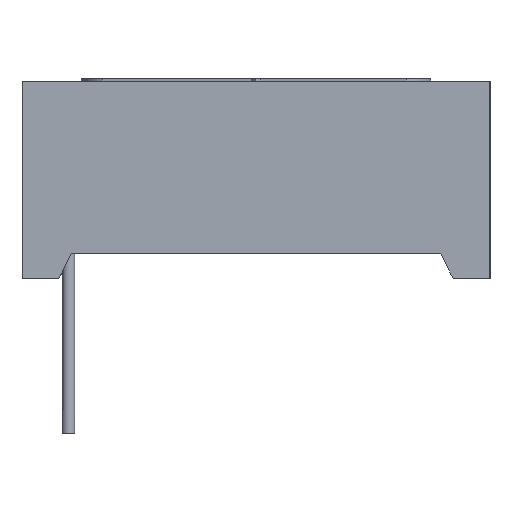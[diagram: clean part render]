
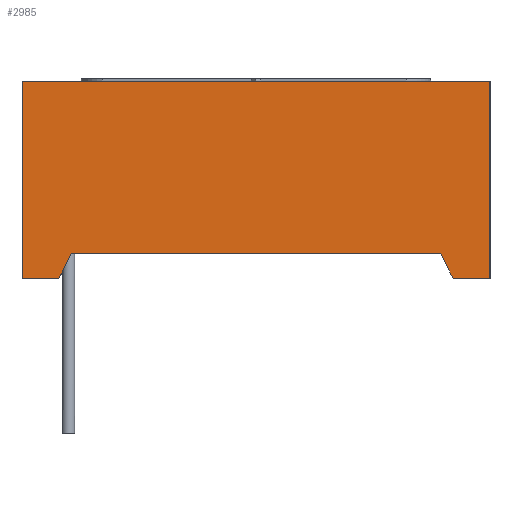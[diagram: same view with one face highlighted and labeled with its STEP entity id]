
A CAD part, left-side view. The second image highlights one B-rep face of the part: STEP entity #2985.
In plain terms, the highlighted planar face has unit normal (-1, 0, 0).
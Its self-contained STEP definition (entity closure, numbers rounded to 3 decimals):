
#222=FACE_OUTER_BOUND('',#389,.T.);
#389=EDGE_LOOP('',(#2133,#2134,#2135,#2136,#2137,#2138,#2139,#2140));
#636=LINE('',#4226,#991);
#656=LINE('',#4296,#1011);
#661=LINE('',#4305,#1016);
#663=LINE('',#4309,#1018);
#664=LINE('',#4311,#1019);
#665=LINE('',#4313,#1020);
#666=LINE('',#4314,#1021);
#667=LINE('',#4315,#1022);
#991=VECTOR('',#3411,1.434);
#1011=VECTOR('',#3489,1.434);
#1016=VECTOR('',#3498,1.434);
#1018=VECTOR('',#3502,1.434);
#1019=VECTOR('',#3503,1.434);
#1020=VECTOR('',#3504,1.434);
#1021=VECTOR('',#3505,1.434);
#1022=VECTOR('',#3506,1.434);
#1357=VERTEX_POINT('',#4223);
#1358=VERTEX_POINT('',#4225);
#1378=VERTEX_POINT('',#4294);
#1379=VERTEX_POINT('',#4295);
#1381=VERTEX_POINT('',#4304);
#1382=VERTEX_POINT('',#4308);
#1383=VERTEX_POINT('',#4310);
#1384=VERTEX_POINT('',#4312);
#1630=EDGE_CURVE('',#1358,#1357,#636,.T.);
#1668=EDGE_CURVE('',#1378,#1379,#656,.T.);
#1673=EDGE_CURVE('',#1358,#1381,#661,.T.);
#1675=EDGE_CURVE('',#1357,#1382,#663,.T.);
#1676=EDGE_CURVE('',#1383,#1382,#664,.T.);
#1677=EDGE_CURVE('',#1384,#1383,#665,.T.);
#1678=EDGE_CURVE('',#1378,#1384,#666,.T.);
#1679=EDGE_CURVE('',#1379,#1381,#667,.T.);
#2133=ORIENTED_EDGE('',*,*,#1673,.F.);
#2134=ORIENTED_EDGE('',*,*,#1630,.T.);
#2135=ORIENTED_EDGE('',*,*,#1675,.T.);
#2136=ORIENTED_EDGE('',*,*,#1676,.F.);
#2137=ORIENTED_EDGE('',*,*,#1677,.F.);
#2138=ORIENTED_EDGE('',*,*,#1678,.F.);
#2139=ORIENTED_EDGE('',*,*,#1668,.T.);
#2140=ORIENTED_EDGE('',*,*,#1679,.T.);
#2838=PLANE('',#3194);
#2985=ADVANCED_FACE('',(#222),#2838,.T.);
#3194=AXIS2_PLACEMENT_3D('',#4307,#3500,#3501);
#3411=DIRECTION('',(0.,0.,1.));
#3489=DIRECTION('',(0.,-1.,0.));
#3498=DIRECTION('',(0.,1.,0.));
#3500=DIRECTION('center_axis',(-1.,0.,0.));
#3501=DIRECTION('ref_axis',(0.,1.,0.));
#3502=DIRECTION('',(0.,1.,0.));
#3503=DIRECTION('',(0.,0.,1.));
#3504=DIRECTION('',(0.,1.,0.));
#3505=DIRECTION('',(0.,0.447,-0.894));
#3506=DIRECTION('',(0.,-0.447,-0.894));
#4223=CARTESIAN_POINT('',(-26.95,-13.185,11.035));
#4225=CARTESIAN_POINT('',(-26.95,-13.185,-0.434));
#4226=CARTESIAN_POINT('',(-26.95,-13.185,-0.434));
#4294=CARTESIAN_POINT('',(-26.95,11.185,1.));
#4295=CARTESIAN_POINT('',(-26.95,-10.318,1.));
#4296=CARTESIAN_POINT('',(-26.95,11.185,1.));
#4304=CARTESIAN_POINT('',(-26.95,-11.035,-0.434));
#4305=CARTESIAN_POINT('',(-26.95,-13.185,-0.434));
#4307=CARTESIAN_POINT('Origin',(-26.95,-13.185,-0.434));
#4308=CARTESIAN_POINT('',(-26.95,14.052,11.035));
#4309=CARTESIAN_POINT('',(-26.95,-13.185,11.035));
#4310=CARTESIAN_POINT('',(-26.95,14.052,-0.434));
#4311=CARTESIAN_POINT('',(-26.95,14.052,-0.434));
#4312=CARTESIAN_POINT('',(-26.95,11.902,-0.434));
#4313=CARTESIAN_POINT('',(-26.95,-13.185,-0.434));
#4314=CARTESIAN_POINT('',(-26.95,11.185,1.));
#4315=CARTESIAN_POINT('',(-26.95,-10.318,1.));
